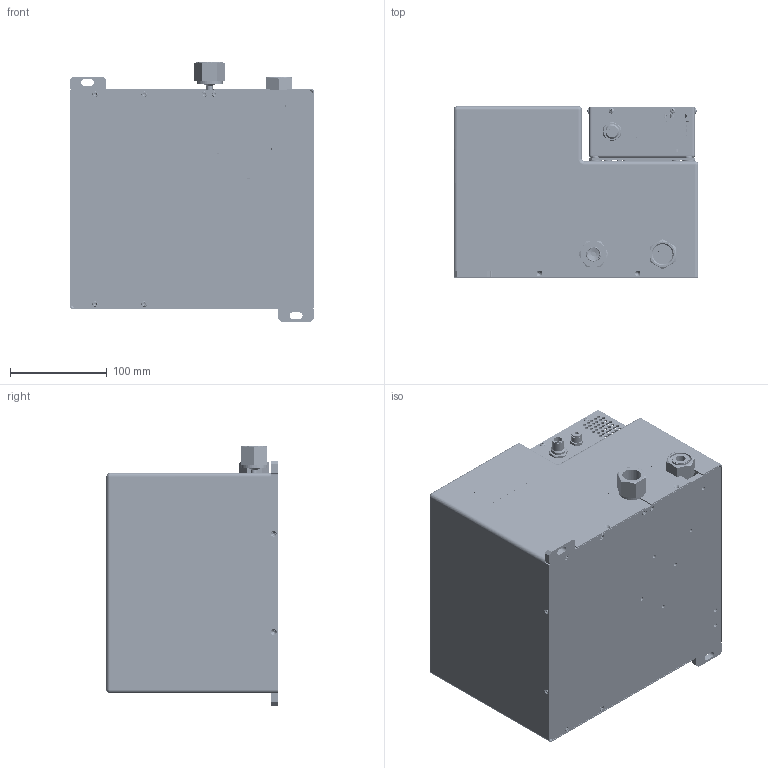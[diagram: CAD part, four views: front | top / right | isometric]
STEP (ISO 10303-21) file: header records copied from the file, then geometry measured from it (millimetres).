
FILE_DESCRIPTION((''),'2;1');
FILE_NAME('1015500_FINAL_ASSY_ASM','2008-11-06T',('chartrap'),('MKS Instruments, Inc.'),'PRO/ENGINEER BY PARAMETRIC TECHNOLOGY CORPORATION, 2005030','PRO/ENGINEER BY PARAMETRIC TECHNOLOGY CORPORATION, 2005030','');
FILE_SCHEMA(('CONFIG_CONTROL_DESIGN'));
Length unit declared in the file: inch
Products named in the file (70): 1014950_BASEPLATE_; 1014953_BRACKET; 1014916_BRACKET; 1014975_ENCLOSURE; SP-832-1; 1014975_ENCLOSURE_ASSY_ASM; 1019369_ENCLOSURE; 117-0226_CONN_TUBE_FITTING; 1019387_PLATE_MOUNTING; 1019230_CONN_25PIN; 146-3755; 1019370_PLATE_TOP; 133962_LENS; 051-9229_LIGHT_PIPE; 1019390_PLATE_ASSY_ASM; 1002585_DNET-POWER_BD; 043-7916_DISPLAY; 110-0801_MICROCON_RTANGLE; 114-9953_CONN_20POS; 114-9954_CONN_8POS; 114-9955_CONN; 072-8549_SWITCH_ROTARY; 044-8533_LED-INDICATOR; 160-3758; C-5103308-06-3_2; 114-0238_HEADER_ASM; 1011477_SWITCH; 1024352_CONN; 1002586_DNET-POWER_ASSY_ASM; 114-0080_8-POS; 114-0081_20-POS; 163-9290; 1029484_STANDDOFF; 160-3732; 1021614_ASM; 133675_DNET_CONN_NUT; 185-9958_W-2070; 160-3687; 160-6420; 126386-P2 ...
Assembly tree (139 placements, depth 6):
  1015500_FINAL_ASSY_ASM
    1014950_BASEPLATE_
    1014953_BRACKET  x2
    1014916_BRACKET
    1014975_ENCLOSURE_ASSY_ASM
      1014975_ENCLOSURE
      SP-832-1  x4
    1019394_ELECTRONICS_ASSY_ASM
      1019369_ENCLOSURE
      117-0226_CONN_TUBE_FITTING
      1019387_PLATE_MOUNTING
      1019230_CONN_25PIN
      146-3755  x4
      1021614_ASM
        1019390_PLATE_ASSY_ASM
          1019370_PLATE_TOP
          133962_LENS
          051-9229_LIGHT_PIPE  x2
        1002586_DNET-POWER_ASSY_ASM
          1002585_DNET-POWER_BD
          043-7916_DISPLAY
          110-0801_MICROCON_RTANGLE
          114-9953_CONN_20POS  x2
          114-9954_CONN_8POS  x2
          114-9955_CONN
          072-8549_SWITCH_ROTARY  x3
          044-8533_LED-INDICATOR  x2
          160-3758  x2
          114-0238_HEADER_ASM
            C-5103308-06-3_2
          1011477_SWITCH
          1024352_CONN
        114-0080_8-POS  x2
        114-0081_20-POS  x2
        163-9290  x6
        1029484_STANDDOFF  x3
        160-3732  x9
      133675_DNET_CONN_NUT
      185-9958_W-2070  x4
      160-3687  x10
      160-6420  x4
      126386-P2  x2
      1031765-GROMMET  x3
      1031768-FOR-1019394
      185-9957_W-2317  x4
    1014951_CAP-MOUNT-BRD
    160-9585  x2
    160-6406  x2
    160-6086_  x4
    186-2908_WASHER  x4
    160-3718  x4
    160-0027  x4
    160-3766  x2
    160-3710  x2
    1029619-001
    1029619-002
    1030067_LABEL
    1029729_MOUNTING_PLT
    1031229-VALVE_ASM
      _6LV-DFMR8FR8P-C
Bounding box: 253.49 x 177.29 x 268.31 mm (x, y, z)
Volume: 1012138 mm3; surface area: 813394 mm2
Topology: 131 solids, 183 shells, 10388 faces, 26159 edges, 15804 vertices
Faces by surface type: plane 7109, cylinder 1634, bspline 958, cone 425, torus 177, sphere 85
Entity records: 196087 total; most frequent: CARTESIAN_POINT 40632, ORIENTED_EDGE 31564, DIRECTION 31058, EDGE_CURVE 15862, VECTOR 12160, LINE 12160, VERTEX_POINT 10291, AXIS2_PLACEMENT_3D 9449
